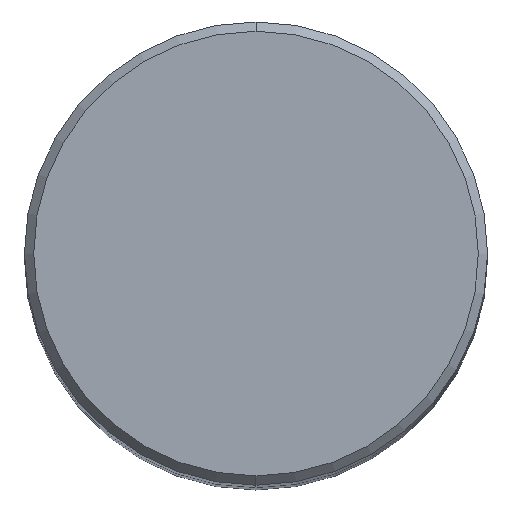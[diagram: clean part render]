
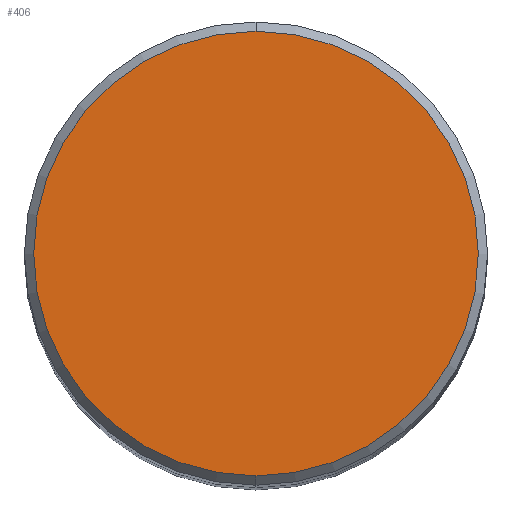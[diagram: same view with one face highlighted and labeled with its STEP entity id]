
A CAD part, top view. The second image highlights one B-rep face of the part: STEP entity #406.
In plain terms, the highlighted planar face has unit normal (0, 0, 1).
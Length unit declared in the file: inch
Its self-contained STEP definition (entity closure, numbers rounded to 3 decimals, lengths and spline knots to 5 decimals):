
#2 = VERTEX_POINT ( 'NONE', #271 ) ;
#4 = CARTESIAN_POINT ( 'NONE',  ( 0., 0.48, 0. ) ) ;
#6 = CIRCLE ( 'NONE', #163, 0.48 ) ;
#29 = DIRECTION ( 'NONE',  ( 0., 0., 1. ) ) ;
#40 = VERTEX_POINT ( 'NONE', #171 ) ;
#59 = CIRCLE ( 'NONE', #108, 0.48 ) ;
#66 = EDGE_LOOP ( 'NONE', ( #339, #235 ) ) ;
#108 = AXIS2_PLACEMENT_3D ( 'NONE', #403, #29, #416 ) ;
#109 = AXIS2_PLACEMENT_3D ( 'NONE', #4, #333, #398 ) ;
#140 = EDGE_CURVE ( 'NONE', #2, #40, #59, .T. ) ;
#152 = CARTESIAN_POINT ( 'NONE',  ( 0., 0., 0. ) ) ;
#163 = AXIS2_PLACEMENT_3D ( 'NONE', #152, #245, #241 ) ;
#171 = CARTESIAN_POINT ( 'NONE',  ( 0., -0.48, 0. ) ) ;
#194 = FACE_OUTER_BOUND ( 'NONE', #66, .T. ) ;
#235 = ORIENTED_EDGE ( 'NONE', *, *, #372, .T. ) ;
#241 = DIRECTION ( 'NONE',  ( 0., -1., 0. ) ) ;
#245 = DIRECTION ( 'NONE',  ( 0., 0., 1. ) ) ;
#271 = CARTESIAN_POINT ( 'NONE',  ( 0., 0.48, 0. ) ) ;
#273 = PLANE ( 'NONE',  #109 ) ;
#333 = DIRECTION ( 'NONE',  ( 0., 0., -1. ) ) ;
#339 = ORIENTED_EDGE ( 'NONE', *, *, #140, .T. ) ;
#372 = EDGE_CURVE ( 'NONE', #40, #2, #6, .T. ) ;
#398 = DIRECTION ( 'NONE',  ( 0., 1., 0. ) ) ;
#403 = CARTESIAN_POINT ( 'NONE',  ( 0., 0., 0. ) ) ;
#406 = ADVANCED_FACE ( 'NONE', ( #194 ), #273, .F. ) ;
#416 = DIRECTION ( 'NONE',  ( 0., -1., 0. ) ) ;
